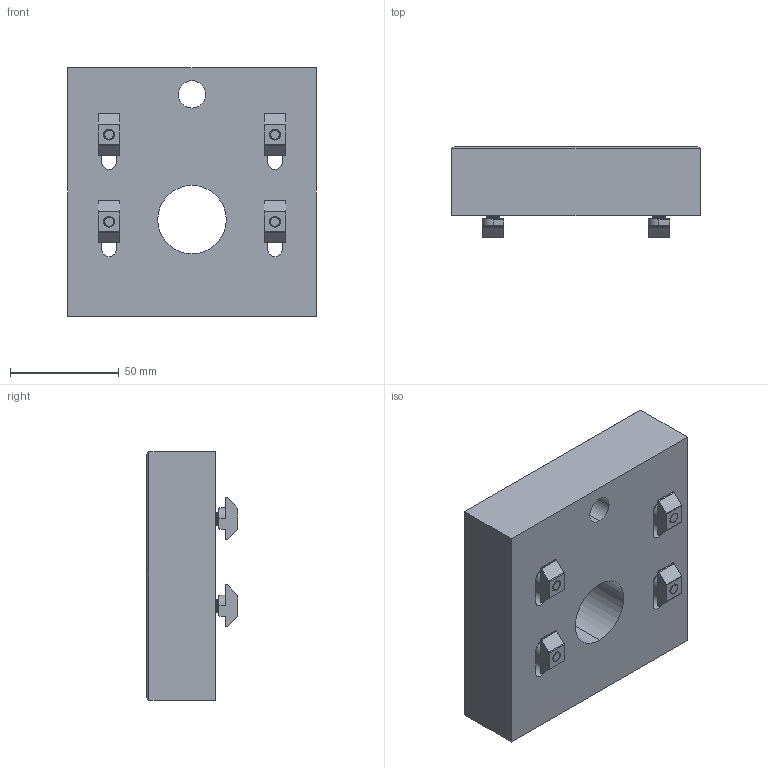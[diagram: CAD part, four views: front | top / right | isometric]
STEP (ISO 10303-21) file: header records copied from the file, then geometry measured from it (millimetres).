
FILE_DESCRIPTION (( 'STEP AP203' ), '1' );
FILE_NAME ('09-0733.STEP', '2024-05-29T22:15:07', ( '' ), ( '' ), 'SwSTEP 2.0', 'SolidWorks 2022', '' );
FILE_SCHEMA (( 'CONFIG_CONTROL_DESIGN' ));
Length unit declared in the file: inch
Products named in the file (4): 10000106473; 40-1626_40-1626; 09-0733; 10000261365
Assembly tree (9 placements, depth 2):
  09-0733
    10000261365
    40-1626_40-1626  x4
    10000106473  x4
Bounding box: 114.3 x 42.05 x 114.3 mm (x, y, z)
Volume: 366898 mm3; surface area: 55862 mm2
Topology: 9 solids, 9 shells, 578 faces, 1572 edges, 1024 vertices
Faces by surface type: cylinder 404, plane 110, cone 56, bspline 8
Entity records: 8591 total; most frequent: CARTESIAN_POINT 3607, ORIENTED_EDGE 1026, DIRECTION 839, EDGE_CURVE 513, VERTEX_POINT 334, AXIS2_PLACEMENT_3D 302, LINE 235, VECTOR 235
